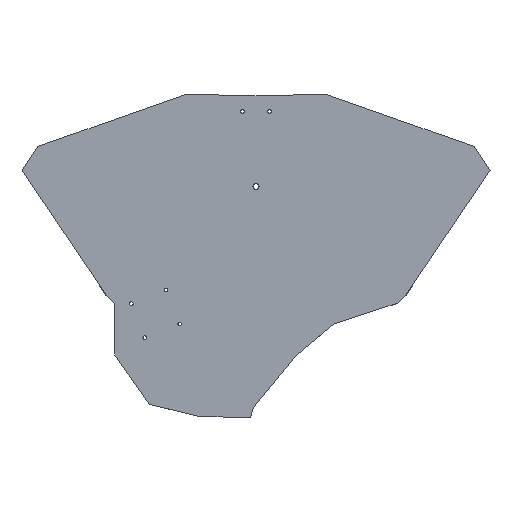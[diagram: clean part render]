
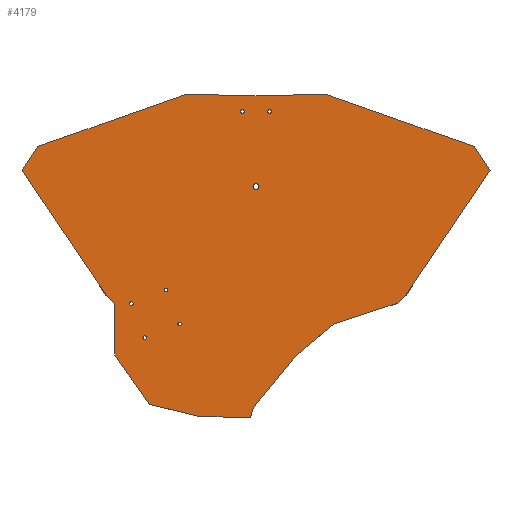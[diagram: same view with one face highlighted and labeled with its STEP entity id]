
A CAD part, top view. The second image highlights one B-rep face of the part: STEP entity #4179.
In plain terms, the highlighted planar face has unit normal (0, 0, 1).
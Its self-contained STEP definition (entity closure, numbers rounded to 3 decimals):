
#43=FACE_BOUND('',#705,.T.);
#44=FACE_BOUND('',#706,.T.);
#45=FACE_BOUND('',#707,.T.);
#46=FACE_BOUND('',#708,.T.);
#47=FACE_BOUND('',#709,.T.);
#48=FACE_BOUND('',#710,.T.);
#49=FACE_BOUND('',#711,.T.);
#240=PLANE('',#4465);
#458=FACE_OUTER_BOUND('',#704,.T.);
#704=EDGE_LOOP('',(#3910,#3911,#3912,#3913,#3914,#3915,#3916,#3917,#3918,
#3919,#3920,#3921,#3922,#3923,#3924,#3925,#3926,#3927));
#705=EDGE_LOOP('',(#3928));
#706=EDGE_LOOP('',(#3929));
#707=EDGE_LOOP('',(#3930));
#708=EDGE_LOOP('',(#3931));
#709=EDGE_LOOP('',(#3932));
#710=EDGE_LOOP('',(#3933));
#711=EDGE_LOOP('',(#3934));
#793=LINE('',#5712,#1318);
#890=LINE('',#6024,#1415);
#893=LINE('',#6029,#1418);
#895=LINE('',#6033,#1420);
#897=LINE('',#6038,#1422);
#900=LINE('',#6043,#1425);
#902=LINE('',#6047,#1427);
#904=LINE('',#6051,#1429);
#906=LINE('',#6054,#1431);
#1209=LINE('',#6660,#1734);
#1212=LINE('',#6666,#1737);
#1215=LINE('',#6672,#1740);
#1218=LINE('',#6678,#1743);
#1219=LINE('',#6680,#1744);
#1223=LINE('',#6687,#1748);
#1226=LINE('',#6693,#1751);
#1229=LINE('',#6699,#1754);
#1231=LINE('',#6702,#1756);
#1318=VECTOR('',#4595,10.);
#1415=VECTOR('',#4922,10.);
#1418=VECTOR('',#4927,10.);
#1420=VECTOR('',#4931,10.);
#1422=VECTOR('',#4935,10.);
#1425=VECTOR('',#4940,10.);
#1427=VECTOR('',#4944,10.);
#1429=VECTOR('',#4948,10.);
#1431=VECTOR('',#4952,10.);
#1734=VECTOR('',#5479,10.);
#1737=VECTOR('',#5484,10.);
#1740=VECTOR('',#5489,10.);
#1743=VECTOR('',#5494,10.);
#1744=VECTOR('',#5497,10.);
#1748=VECTOR('',#5503,10.);
#1751=VECTOR('',#5508,10.);
#1754=VECTOR('',#5513,10.);
#1756=VECTOR('',#5517,10.);
#1762=CIRCLE('',#4195,1.05);
#1764=CIRCLE('',#4198,1.05);
#1792=CIRCLE('',#4267,1.05);
#1795=CIRCLE('',#4274,1.05);
#1798=CIRCLE('',#4280,1.05);
#1801=CIRCLE('',#4286,1.05);
#1815=CIRCLE('',#4464,1.75);
#1816=VERTEX_POINT('',#5539);
#1818=VERTEX_POINT('',#5545);
#1884=VERTEX_POINT('',#5709);
#1885=VERTEX_POINT('',#5711);
#1940=VERTEX_POINT('',#5862);
#1943=VERTEX_POINT('',#5874);
#1946=VERTEX_POINT('',#5885);
#1949=VERTEX_POINT('',#5896);
#1984=VERTEX_POINT('',#6022);
#1985=VERTEX_POINT('',#6023);
#1986=VERTEX_POINT('',#6028);
#1987=VERTEX_POINT('',#6032);
#1988=VERTEX_POINT('',#6036);
#1989=VERTEX_POINT('',#6037);
#1990=VERTEX_POINT('',#6042);
#1991=VERTEX_POINT('',#6046);
#1992=VERTEX_POINT('',#6050);
#2183=VERTEX_POINT('',#6658);
#2185=VERTEX_POINT('',#6664);
#2187=VERTEX_POINT('',#6670);
#2189=VERTEX_POINT('',#6676);
#2191=VERTEX_POINT('',#6685);
#2193=VERTEX_POINT('',#6691);
#2195=VERTEX_POINT('',#6697);
#2197=VERTEX_POINT('',#6713);
#2198=EDGE_CURVE('',#1816,#1816,#1762,.T.);
#2201=EDGE_CURVE('',#1818,#1818,#1764,.T.);
#2284=EDGE_CURVE('',#1885,#1884,#793,.T.);
#2356=EDGE_CURVE('',#1940,#1940,#1792,.T.);
#2361=EDGE_CURVE('',#1943,#1943,#1795,.T.);
#2366=EDGE_CURVE('',#1946,#1946,#1798,.T.);
#2371=EDGE_CURVE('',#1949,#1949,#1801,.T.);
#2429=EDGE_CURVE('',#1984,#1985,#890,.T.);
#2432=EDGE_CURVE('',#1985,#1986,#893,.T.);
#2434=EDGE_CURVE('',#1987,#1986,#895,.T.);
#2436=EDGE_CURVE('',#1988,#1989,#897,.T.);
#2439=EDGE_CURVE('',#1989,#1990,#900,.T.);
#2441=EDGE_CURVE('',#1991,#1990,#902,.T.);
#2443=EDGE_CURVE('',#1992,#1991,#904,.T.);
#2445=EDGE_CURVE('',#1992,#1984,#906,.T.);
#2748=EDGE_CURVE('',#1987,#2183,#1209,.T.);
#2751=EDGE_CURVE('',#2183,#2185,#1212,.T.);
#2754=EDGE_CURVE('',#2185,#2187,#1215,.T.);
#2757=EDGE_CURVE('',#2187,#2189,#1218,.T.);
#2758=EDGE_CURVE('',#2189,#1885,#1219,.T.);
#2762=EDGE_CURVE('',#1884,#2191,#1223,.T.);
#2765=EDGE_CURVE('',#2191,#2193,#1226,.T.);
#2768=EDGE_CURVE('',#2193,#2195,#1229,.T.);
#2770=EDGE_CURVE('',#2195,#1988,#1231,.T.);
#2775=EDGE_CURVE('',#2197,#2197,#1815,.T.);
#3910=ORIENTED_EDGE('',*,*,#2748,.T.);
#3911=ORIENTED_EDGE('',*,*,#2751,.T.);
#3912=ORIENTED_EDGE('',*,*,#2754,.T.);
#3913=ORIENTED_EDGE('',*,*,#2757,.T.);
#3914=ORIENTED_EDGE('',*,*,#2758,.T.);
#3915=ORIENTED_EDGE('',*,*,#2284,.T.);
#3916=ORIENTED_EDGE('',*,*,#2762,.T.);
#3917=ORIENTED_EDGE('',*,*,#2765,.T.);
#3918=ORIENTED_EDGE('',*,*,#2768,.T.);
#3919=ORIENTED_EDGE('',*,*,#2770,.T.);
#3920=ORIENTED_EDGE('',*,*,#2436,.T.);
#3921=ORIENTED_EDGE('',*,*,#2439,.T.);
#3922=ORIENTED_EDGE('',*,*,#2441,.F.);
#3923=ORIENTED_EDGE('',*,*,#2443,.F.);
#3924=ORIENTED_EDGE('',*,*,#2445,.T.);
#3925=ORIENTED_EDGE('',*,*,#2429,.T.);
#3926=ORIENTED_EDGE('',*,*,#2432,.T.);
#3927=ORIENTED_EDGE('',*,*,#2434,.F.);
#3928=ORIENTED_EDGE('',*,*,#2198,.T.);
#3929=ORIENTED_EDGE('',*,*,#2201,.T.);
#3930=ORIENTED_EDGE('',*,*,#2361,.T.);
#3931=ORIENTED_EDGE('',*,*,#2366,.T.);
#3932=ORIENTED_EDGE('',*,*,#2371,.T.);
#3933=ORIENTED_EDGE('',*,*,#2356,.T.);
#3934=ORIENTED_EDGE('',*,*,#2775,.T.);
#4179=ADVANCED_FACE('',(#458,#43,#44,#45,#46,#47,#48,#49),#240,.T.);
#4195=AXIS2_PLACEMENT_3D('',#5540,#4470,#4471);
#4198=AXIS2_PLACEMENT_3D('',#5546,#4477,#4478);
#4267=AXIS2_PLACEMENT_3D('',#5864,#4742,#4743);
#4274=AXIS2_PLACEMENT_3D('',#5876,#4758,#4759);
#4280=AXIS2_PLACEMENT_3D('',#5887,#4772,#4773);
#4286=AXIS2_PLACEMENT_3D('',#5898,#4786,#4787);
#4464=AXIS2_PLACEMENT_3D('',#6714,#5532,#5533);
#4465=AXIS2_PLACEMENT_3D('',#6716,#5535,#5536);
#4470=DIRECTION('center_axis',(0.,0.,-1.));
#4471=DIRECTION('ref_axis',(-1.,0.,0.));
#4477=DIRECTION('center_axis',(0.,0.,-1.));
#4478=DIRECTION('ref_axis',(-1.,0.,0.));
#4595=DIRECTION('',(-1.,0.025,0.));
#4742=DIRECTION('center_axis',(0.,0.,-1.));
#4743=DIRECTION('ref_axis',(1.,0.,0.));
#4758=DIRECTION('center_axis',(0.,0.,-1.));
#4759=DIRECTION('ref_axis',(1.,0.,0.));
#4772=DIRECTION('center_axis',(0.,0.,-1.));
#4773=DIRECTION('ref_axis',(1.,0.,0.));
#4786=DIRECTION('center_axis',(0.,0.,-1.));
#4787=DIRECTION('ref_axis',(1.,0.,0.));
#4922=DIRECTION('',(0.636,0.772,0.));
#4927=DIRECTION('',(0.767,0.642,0.));
#4931=DIRECTION('',(-0.95,-0.312,0.));
#4935=DIRECTION('',(0.,-1.,0.));
#4940=DIRECTION('',(0.574,-0.819,0.));
#4944=DIRECTION('',(-0.972,0.236,0.));
#4948=DIRECTION('',(-1.,0.029,0.));
#4952=DIRECTION('',(0.259,0.966,0.));
#5479=DIRECTION('',(0.732,0.681,0.));
#5484=DIRECTION('',(0.56,0.829,0.));
#5489=DIRECTION('',(-0.549,0.836,0.));
#5494=DIRECTION('',(-0.943,0.333,0.));
#5497=DIRECTION('',(-1.,-0.025,0.));
#5503=DIRECTION('',(-0.943,-0.333,0.));
#5508=DIRECTION('',(-0.549,-0.836,0.));
#5513=DIRECTION('',(0.56,-0.829,0.));
#5517=DIRECTION('',(0.732,-0.681,0.));
#5532=DIRECTION('center_axis',(0.,0.,-1.));
#5533=DIRECTION('ref_axis',(-1.,0.,0.));
#5535=DIRECTION('center_axis',(0.,0.,1.));
#5536=DIRECTION('ref_axis',(1.,0.,0.));
#5539=CARTESIAN_POINT('',(-6.85,95.,3.));
#5540=CARTESIAN_POINT('Origin',(-7.9,95.,3.));
#5545=CARTESIAN_POINT('',(8.95,95.,3.));
#5546=CARTESIAN_POINT('Origin',(7.9,95.,3.));
#5709=CARTESIAN_POINT('',(-40.522,105.,3.));
#5711=CARTESIAN_POINT('',(0.,104.,3.));
#5712=CARTESIAN_POINT('',(0.,104.,3.));
#5862=CARTESIAN_POINT('',(-73.423,-16.64,3.));
#5864=CARTESIAN_POINT('Origin',(-72.373,-16.64,3.));
#5874=CARTESIAN_POINT('',(-53.207,-8.67,3.));
#5876=CARTESIAN_POINT('Origin',(-52.157,-8.67,3.));
#5885=CARTESIAN_POINT('',(-65.641,-36.388,3.));
#5887=CARTESIAN_POINT('Origin',(-64.591,-36.388,3.));
#5896=CARTESIAN_POINT('',(-45.424,-28.421,3.));
#5898=CARTESIAN_POINT('Origin',(-44.374,-28.421,3.));
#6022=CARTESIAN_POINT('',(-1.515,-76.887,3.));
#6023=CARTESIAN_POINT('',(23.385,-46.686,3.));
#6024=CARTESIAN_POINT('',(-1.515,-76.887,3.));
#6028=CARTESIAN_POINT('',(45.05,-28.559,3.));
#6029=CARTESIAN_POINT('',(1.72,-64.813,3.));
#6032=CARTESIAN_POINT('',(81.909,-16.453,3.));
#6033=CARTESIAN_POINT('',(81.909,-16.453,3.));
#6036=CARTESIAN_POINT('',(-81.909,-16.453,3.));
#6037=CARTESIAN_POINT('',(-81.909,-46.453,3.));
#6038=CARTESIAN_POINT('',(-81.909,-16.453,3.));
#6042=CARTESIAN_POINT('',(-61.834,-75.123,3.));
#6043=CARTESIAN_POINT('',(-81.909,-46.453,3.));
#6046=CARTESIAN_POINT('',(-33.292,-82.042,3.));
#6047=CARTESIAN_POINT('',(-33.292,-82.042,3.));
#6050=CARTESIAN_POINT('',(-3.133,-82.924,3.));
#6051=CARTESIAN_POINT('',(-3.133,-82.924,3.));
#6054=CARTESIAN_POINT('',(-4.75,-88.961,3.));
#6658=CARTESIAN_POINT('',(87.138,-11.592,3.));
#6660=CARTESIAN_POINT('',(87.138,-11.592,3.));
#6664=CARTESIAN_POINT('',(135.88,60.539,3.));
#6666=CARTESIAN_POINT('',(135.88,60.539,3.));
#6670=CARTESIAN_POINT('',(126.654,74.602,3.));
#6672=CARTESIAN_POINT('',(126.654,74.602,3.));
#6676=CARTESIAN_POINT('',(40.522,105.,3.));
#6678=CARTESIAN_POINT('',(40.522,105.,3.));
#6680=CARTESIAN_POINT('',(0.,104.,3.));
#6685=CARTESIAN_POINT('',(-126.654,74.602,3.));
#6687=CARTESIAN_POINT('',(-40.522,105.,3.));
#6691=CARTESIAN_POINT('',(-135.88,60.539,3.));
#6693=CARTESIAN_POINT('',(-126.654,74.602,3.));
#6697=CARTESIAN_POINT('',(-87.138,-11.592,3.));
#6699=CARTESIAN_POINT('',(-135.88,60.539,3.));
#6702=CARTESIAN_POINT('',(-87.138,-11.592,3.));
#6713=CARTESIAN_POINT('',(1.75,51.5,3.));
#6714=CARTESIAN_POINT('Origin',(0.,51.5,3.));
#6716=CARTESIAN_POINT('Origin',(0.,43.774,3.));
